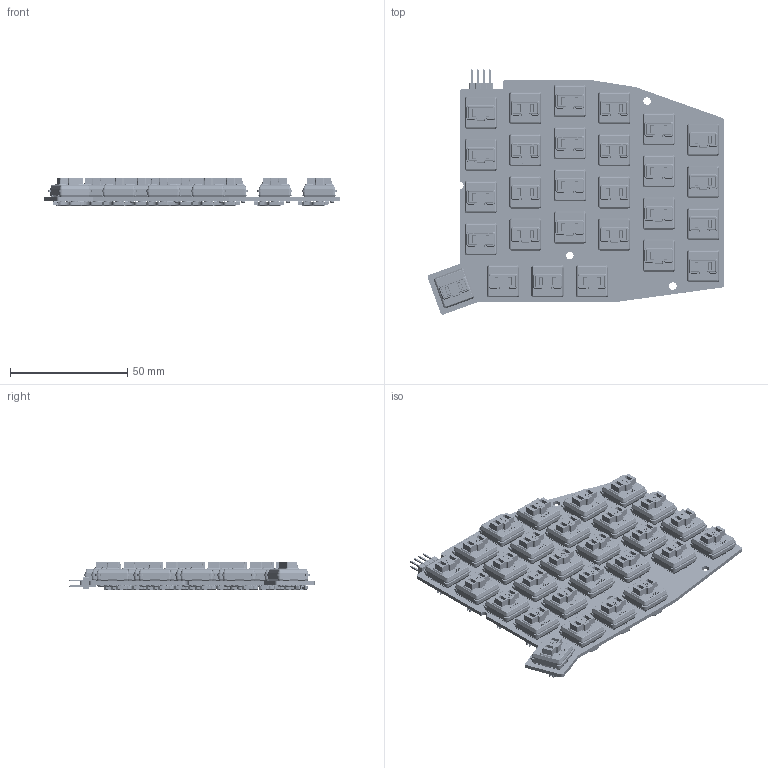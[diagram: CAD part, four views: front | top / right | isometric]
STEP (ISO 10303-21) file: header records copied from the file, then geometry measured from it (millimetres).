
FILE_DESCRIPTION(('KiCad electronic assembly'),'2;1');
FILE_NAME('V4.step','2023-01-30T19:18:44',('Pcbnew'),('Kicad'), 'Open CASCADE STEP processor 7.6','KiCad to STEP converter','Unknown' );
FILE_SCHEMA(('AUTOMOTIVE_DESIGN { 1 0 10303 214 1 1 1 1 }'));
Length unit declared in the file: millimetre
Products named in the file (8): V4 1; PinHeader_2x04_P2.54mm_Vertical; SOLID; PG1350-socket; COMPOUND; Kailh LP Choc Burnt Orange; V4 PCB
Assembly tree (61 placements, depth 3):
  V4 1
    PinHeader_2x04_P2.54mm_Vertical
      SOLID
    PG1350-socket  x28
      COMPOUND
    Kailh LP Choc Burnt Orange  x28
      SOLID
    V4 PCB
Bounding box: 126.72 x 104.76 x 11.68 mm (x, y, z)
Volume: 46955.8 mm3; surface area: 56340.4 mm2
Topology: 114 solids, 114 shells, 17057 faces, 42703 edges, 26534 vertices
Faces by surface type: plane 9961, cylinder 4016, bspline 1260, cone 1232, torus 420, revolution 168
Full cylindrical faces by diameter (mm): 1.7 x56, 3 x84, 3.2 x31
Entity records: 67410 total; most frequent: CARTESIAN_POINT 16328, DIRECTION 9141, LINE 5697, VECTOR 5697, ORIENTED_EDGE 4946, PCURVE 4946, DEFINITIONAL_REPRESENTATION 4946, EDGE_CURVE 2473
